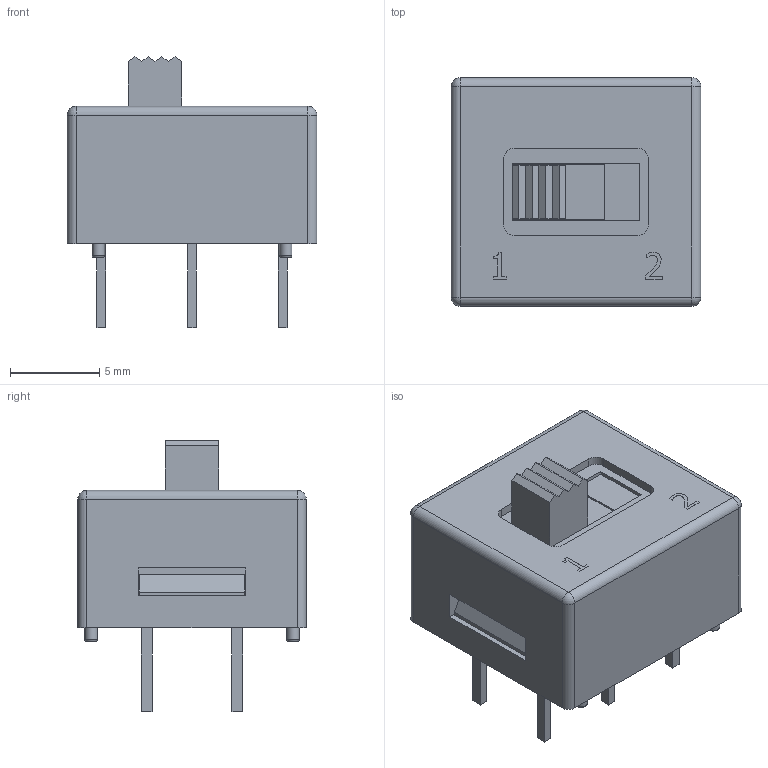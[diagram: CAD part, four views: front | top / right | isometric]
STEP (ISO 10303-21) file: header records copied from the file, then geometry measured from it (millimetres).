
FILE_DESCRIPTION(/* description */ (''),/* implementation_level */ '2;1');
FILE_NAME(/* name */ '600DPxS2M4x.step',/* time_stamp */ '2021-10-10T10:43:18+02:00',/* author */ (''),/* organization */ (''),/* preprocessor_version */ 'ST-DEVELOPER v18.1',/* originating_system */ 'Autodesk Translation Framework v10.10.0.1391',/* authorisation */ '');
FILE_SCHEMA (('AUTOMOTIVE_DESIGN { 1 0 10303 214 3 1 1 }'));
Length unit declared in the file: inch
Products named in the file (1): (Nicht gespeichert)
Bounding box: 14 x 12.8 x 15.2 mm (x, y, z)
Volume: 942.2 mm3; surface area: 1607.7 mm2
Topology: 1 solids, 1 shells, 184 faces, 468 edges, 306 vertices
Faces by surface type: plane 146, cylinder 18, bspline 12, sphere 4, torus 4
Full cylindrical faces by diameter (mm): 0.7 x4
Entity records: 5621 total; most frequent: CARTESIAN_POINT 1118, ORIENTED_EDGE 934, DIRECTION 839, EDGE_CURVE 467, LINE 393, VECTOR 393, VERTEX_POINT 306, AXIS2_PLACEMENT_3D 223
